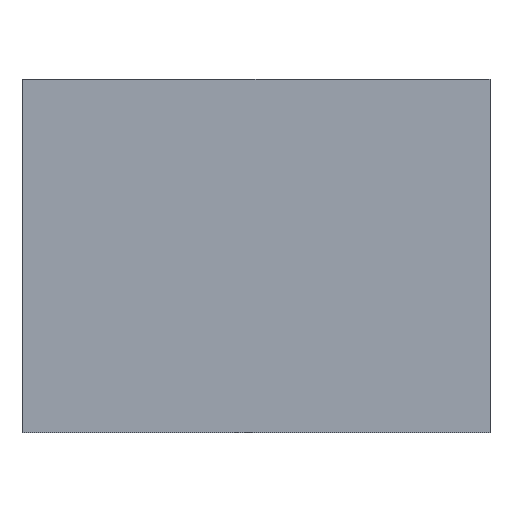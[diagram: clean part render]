
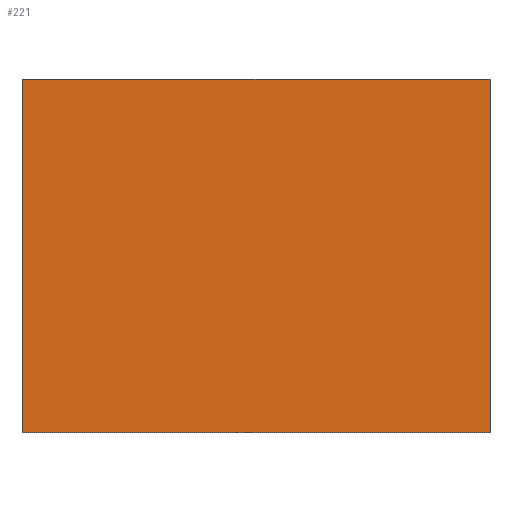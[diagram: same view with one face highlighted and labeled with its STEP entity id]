
A CAD part, front view. The second image highlights one B-rep face of the part: STEP entity #221.
In plain terms, the highlighted planar face has unit normal (0, -1, 0).
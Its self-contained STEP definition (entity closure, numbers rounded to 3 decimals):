
#221 = ADVANCED_FACE( '', ( #501 ), #502, .F. );
#501 = FACE_OUTER_BOUND( '', #848, .T. );
#502 = PLANE( '', #849 );
#848 = EDGE_LOOP( '', ( #1377, #1378, #1379, #1380, #1381, #1382, #1383, #1384, #1385, #1386, #1387, #1388 ) );
#849 = AXIS2_PLACEMENT_3D( '', #1389, #1390, #1391 );
#1377 = ORIENTED_EDGE( '', *, *, #2463, .F. );
#1378 = ORIENTED_EDGE( '', *, *, #2464, .T. );
#1379 = ORIENTED_EDGE( '', *, *, #2465, .F. );
#1380 = ORIENTED_EDGE( '', *, *, #2466, .F. );
#1381 = ORIENTED_EDGE( '', *, *, #2332, .T. );
#1382 = ORIENTED_EDGE( '', *, *, #2467, .T. );
#1383 = ORIENTED_EDGE( '', *, *, #2342, .F. );
#1384 = ORIENTED_EDGE( '', *, *, #2468, .T. );
#1385 = ORIENTED_EDGE( '', *, *, #2379, .T. );
#1386 = ORIENTED_EDGE( '', *, *, #2459, .F. );
#1387 = ORIENTED_EDGE( '', *, *, #2469, .F. );
#1388 = ORIENTED_EDGE( '', *, *, #2470, .F. );
#1389 = CARTESIAN_POINT( '', ( -2.05, -2.05, 3.1 ) );
#1390 = DIRECTION( '', ( 0., 1., 0. ) );
#1391 = DIRECTION( '', ( 0., 0., 1. ) );
#2332 = EDGE_CURVE( '', #2724, #2722, #2725, .T. );
#2342 = EDGE_CURVE( '', #2741, #2736, #2743, .T. );
#2379 = EDGE_CURVE( '', #2808, #2812, #2814, .T. );
#2459 = EDGE_CURVE( '', #2949, #2812, #2951, .T. );
#2463 = EDGE_CURVE( '', #2955, #2956, #2957, .T. );
#2464 = EDGE_CURVE( '', #2955, #2958, #2959, .T. );
#2465 = EDGE_CURVE( '', #2960, #2958, #2961, .T. );
#2466 = EDGE_CURVE( '', #2724, #2960, #2962, .T. );
#2467 = EDGE_CURVE( '', #2722, #2736, #2963, .T. );
#2468 = EDGE_CURVE( '', #2741, #2808, #2964, .T. );
#2469 = EDGE_CURVE( '', #2965, #2949, #2966, .T. );
#2470 = EDGE_CURVE( '', #2956, #2965, #2967, .T. );
#2722 = VERTEX_POINT( '', #3296 );
#2724 = VERTEX_POINT( '', #3299 );
#2725 = LINE( '', #3300, #3301 );
#2736 = VERTEX_POINT( '', #3317 );
#2741 = VERTEX_POINT( '', #3324 );
#2743 = LINE( '', #3327, #3328 );
#2808 = VERTEX_POINT( '', #3542 );
#2812 = VERTEX_POINT( '', #3548 );
#2814 = LINE( '', #3551, #3552 );
#2949 = VERTEX_POINT( '', #3887 );
#2951 = LINE( '', #3890, #3891 );
#2955 = VERTEX_POINT( '', #3897 );
#2956 = VERTEX_POINT( '', #3898 );
#2957 = LINE( '', #3899, #3900 );
#2958 = VERTEX_POINT( '', #3901 );
#2959 = LINE( '', #3902, #3903 );
#2960 = VERTEX_POINT( '', #3904 );
#2961 = LINE( '', #3905, #3906 );
#2962 = LINE( '', #3907, #3908 );
#2963 = LINE( '', #3909, #3910 );
#2964 = LINE( '', #3911, #3912 );
#2965 = VERTEX_POINT( '', #3913 );
#2966 = LINE( '', #3914, #3915 );
#2967 = LINE( '', #3916, #3917 );
#3296 = CARTESIAN_POINT( '', ( -1.6, -2.05, 3.1 ) );
#3299 = CARTESIAN_POINT( '', ( -0.8, -2.05, 3.1 ) );
#3300 = CARTESIAN_POINT( '', ( -0.8, -2.05, 3.1 ) );
#3301 = VECTOR( '', #4628, 1000. );
#3317 = CARTESIAN_POINT( '', ( -1.6, -2.05, 3.1 ) );
#3324 = CARTESIAN_POINT( '', ( -2.05, -2.05, 3.1 ) );
#3327 = CARTESIAN_POINT( '', ( -2.05, -2.05, 3.1 ) );
#3328 = VECTOR( '', #4637, 1000. );
#3542 = CARTESIAN_POINT( '', ( -2.05, -2.05, 0. ) );
#3548 = CARTESIAN_POINT( '', ( 2.05, -2.05, 0. ) );
#3551 = CARTESIAN_POINT( '', ( -2.05, -2.05, 0. ) );
#3552 = VECTOR( '', #4643, 1000. );
#3887 = CARTESIAN_POINT( '', ( 2.05, -2.05, 3.1 ) );
#3890 = CARTESIAN_POINT( '', ( 2.05, -2.05, 3.1 ) );
#3891 = VECTOR( '', #4674, 1000. );
#3897 = CARTESIAN_POINT( '', ( 0.8, -2.05, 3.1 ) );
#3898 = CARTESIAN_POINT( '', ( 1.6, -2.05, 3.1 ) );
#3899 = CARTESIAN_POINT( '', ( 0.8, -2.05, 3.1 ) );
#3900 = VECTOR( '', #4677, 1000. );
#3901 = CARTESIAN_POINT( '', ( 0.8, -2.05, 3.1 ) );
#3902 = CARTESIAN_POINT( '', ( 0.8, -2.05, 3.1 ) );
#3903 = VECTOR( '', #4678, 1000. );
#3904 = CARTESIAN_POINT( '', ( -0.8, -2.05, 3.1 ) );
#3905 = CARTESIAN_POINT( '', ( -2.05, -2.05, 3.1 ) );
#3906 = VECTOR( '', #4679, 1000. );
#3907 = CARTESIAN_POINT( '', ( -0.8, -2.05, 3.1 ) );
#3908 = VECTOR( '', #4680, 1000. );
#3909 = CARTESIAN_POINT( '', ( -1.6, -2.05, 3.1 ) );
#3910 = VECTOR( '', #4681, 1000. );
#3911 = CARTESIAN_POINT( '', ( -2.05, -2.05, 3.1 ) );
#3912 = VECTOR( '', #4682, 1000. );
#3913 = CARTESIAN_POINT( '', ( 1.6, -2.05, 3.1 ) );
#3914 = CARTESIAN_POINT( '', ( -2.05, -2.05, 3.1 ) );
#3915 = VECTOR( '', #4683, 1000. );
#3916 = CARTESIAN_POINT( '', ( 1.6, -2.05, 3.1 ) );
#3917 = VECTOR( '', #4684, 1000. );
#4628 = DIRECTION( '', ( -1., 0., 0. ) );
#4637 = DIRECTION( '', ( 1., 0., 0. ) );
#4643 = DIRECTION( '', ( 1., 0., 0. ) );
#4674 = DIRECTION( '', ( 0., 0., -1. ) );
#4677 = DIRECTION( '', ( 1., 0., 0. ) );
#4678 = DIRECTION( '', ( 0., 0., 1. ) );
#4679 = DIRECTION( '', ( 1., 0., 0. ) );
#4680 = DIRECTION( '', ( 0., 0., 1. ) );
#4681 = DIRECTION( '', ( 0., 0., 1. ) );
#4682 = DIRECTION( '', ( 0., 0., -1. ) );
#4683 = DIRECTION( '', ( 1., 0., 0. ) );
#4684 = DIRECTION( '', ( 0., 0., 1. ) );
